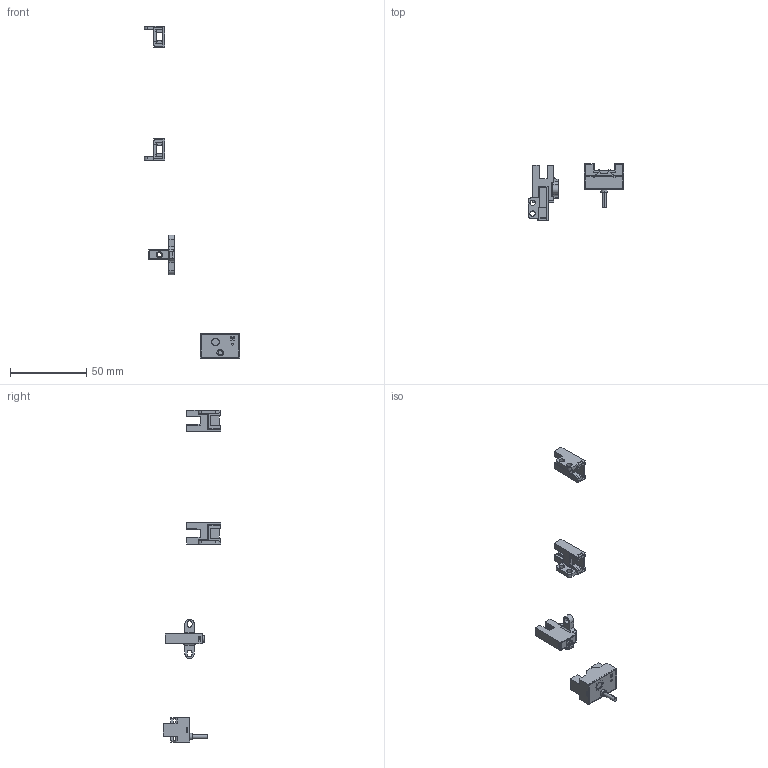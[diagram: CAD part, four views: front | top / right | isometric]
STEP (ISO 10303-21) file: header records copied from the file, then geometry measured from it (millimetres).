
FILE_DESCRIPTION(/* description */ (''),/* implementation_level */ '2;1');
FILE_NAME(/* name */ '65caoxin-0414.stp',/* time_stamp */ '2022-04-14T12:35:40+08:00',/* author */ (''),/* organization */ (''),/* preprocessor_version */ 'ST-DEVELOPER v11',/* originating_system */ 'SIEMENS UGS NX 6.0',/* authorisation */ '');
FILE_SCHEMA (('CONFIG_CONTROL_DESIGN'));
Length unit declared in the file: millimetre
Products named in the file (1): Admi7B815p10
Bounding box: 63 x 37.6 x 218 mm (x, y, z)
Volume: 5816.1 mm3; surface area: 13115.3 mm2
Topology: 17 solids, 17 shells, 746 faces, 2059 edges, 1366 vertices
Faces by surface type: plane 662, cylinder 67, extrusion 10, sphere 5, cone 1, torus 1
Full cylindrical faces by diameter (mm): 1 x2, 2.9 x1, 3 x2, 3.8 x2, 4.2 x1, 5 x1, 6.8 x1, 7.8 x1
Entity records: 23639 total; most frequent: CARTESIAN_POINT 4460, ORIENTED_EDGE 4064, DIRECTION 3651, EDGE_CURVE 2032, VECTOR 1855, LINE 1845, VERTEX_POINT 1357, AXIS2_PLACEMENT_3D 898
